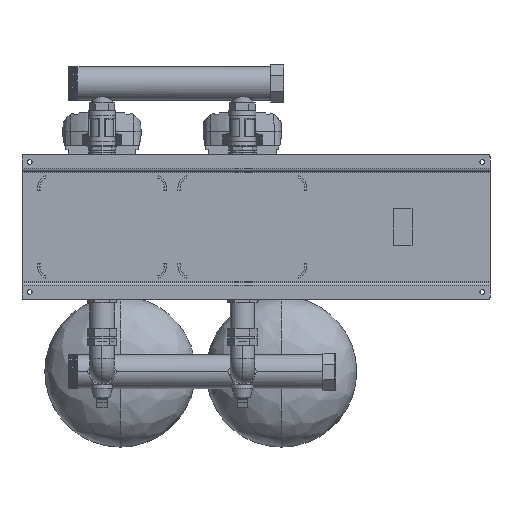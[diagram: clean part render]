
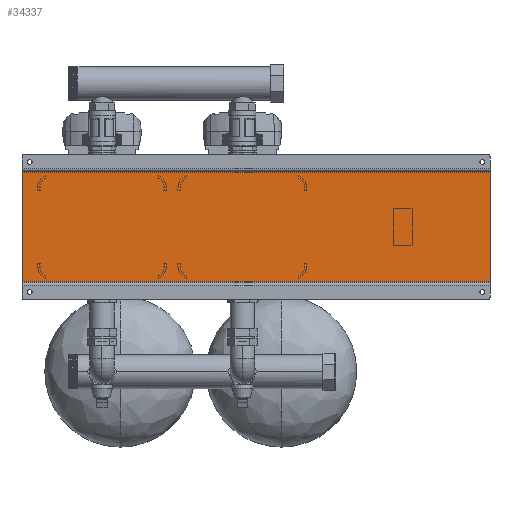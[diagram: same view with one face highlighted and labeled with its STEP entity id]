
A CAD part, front view. The second image highlights one B-rep face of the part: STEP entity #34337.
In plain terms, the highlighted planar face has unit normal (0, -1, 0).
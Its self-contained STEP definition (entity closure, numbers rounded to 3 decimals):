
#7454 = VERTEX_POINT ( 'NONE', #136584 ) ;
#7858 = VECTOR ( 'NONE', #71338, 1000. ) ;
#8973 = VERTEX_POINT ( 'NONE', #122219 ) ;
#11339 = DIRECTION ( 'NONE',  ( 0., 0., 1. ) ) ;
#19187 = ORIENTED_EDGE ( 'NONE', *, *, #23297, .F. ) ;
#22196 = LINE ( 'NONE', #74555, #125942 ) ;
#23297 = EDGE_CURVE ( 'NONE', #95881, #92713, #83653, .T. ) ;
#24666 = EDGE_CURVE ( 'NONE', #8973, #7454, #22196, .T. ) ;
#28060 = EDGE_CURVE ( 'NONE', #92713, #7454, #103589, .T. ) ;
#32900 = CARTESIAN_POINT ( 'NONE',  ( 450., 51., -105. ) ) ;
#34337 = ADVANCED_FACE ( 'NONE', ( #128353 ), #155482, .F. ) ;
#50651 = DIRECTION ( 'NONE',  ( 0., 1., 0. ) ) ;
#56311 = CARTESIAN_POINT ( 'NONE',  ( 450., 51., 105. ) ) ;
#65069 = DIRECTION ( 'NONE',  ( -1., 0., 0. ) ) ;
#65475 = LINE ( 'NONE', #133578, #107798 ) ;
#71338 = DIRECTION ( 'NONE',  ( 0., 0., -1. ) ) ;
#74555 = CARTESIAN_POINT ( 'NONE',  ( -450., 51., -105. ) ) ;
#79945 = CARTESIAN_POINT ( 'NONE',  ( 450., 51., -105. ) ) ;
#82597 = EDGE_LOOP ( 'NONE', ( #139274, #123654, #19187, #156208 ) ) ;
#83653 = LINE ( 'NONE', #123722, #7858 ) ;
#87741 = DIRECTION ( 'NONE',  ( 0., 0., -1. ) ) ;
#89996 = CARTESIAN_POINT ( 'NONE',  ( 450., 51., -105. ) ) ;
#92713 = VERTEX_POINT ( 'NONE', #32900 ) ;
#95881 = VERTEX_POINT ( 'NONE', #56311 ) ;
#103589 = LINE ( 'NONE', #79945, #149345 ) ;
#107798 = VECTOR ( 'NONE', #118751, 1000. ) ;
#118751 = DIRECTION ( 'NONE',  ( -1., 0., 0. ) ) ;
#122219 = CARTESIAN_POINT ( 'NONE',  ( -450., 51., 105. ) ) ;
#123654 = ORIENTED_EDGE ( 'NONE', *, *, #28060, .F. ) ;
#123722 = CARTESIAN_POINT ( 'NONE',  ( 450., 51., 105. ) ) ;
#125942 = VECTOR ( 'NONE', #87741, 1000. ) ;
#127932 = EDGE_CURVE ( 'NONE', #95881, #8973, #65475, .T. ) ;
#128353 = FACE_OUTER_BOUND ( 'NONE', #82597, .T. ) ;
#133578 = CARTESIAN_POINT ( 'NONE',  ( 450., 51., 105. ) ) ;
#136584 = CARTESIAN_POINT ( 'NONE',  ( -450., 51., -105. ) ) ;
#139274 = ORIENTED_EDGE ( 'NONE', *, *, #24666, .T. ) ;
#149345 = VECTOR ( 'NONE', #65069, 1000. ) ;
#155482 = PLANE ( 'NONE',  #155691 ) ;
#155691 = AXIS2_PLACEMENT_3D ( 'NONE', #89996, #50651, #11339 ) ;
#156208 = ORIENTED_EDGE ( 'NONE', *, *, #127932, .T. ) ;
